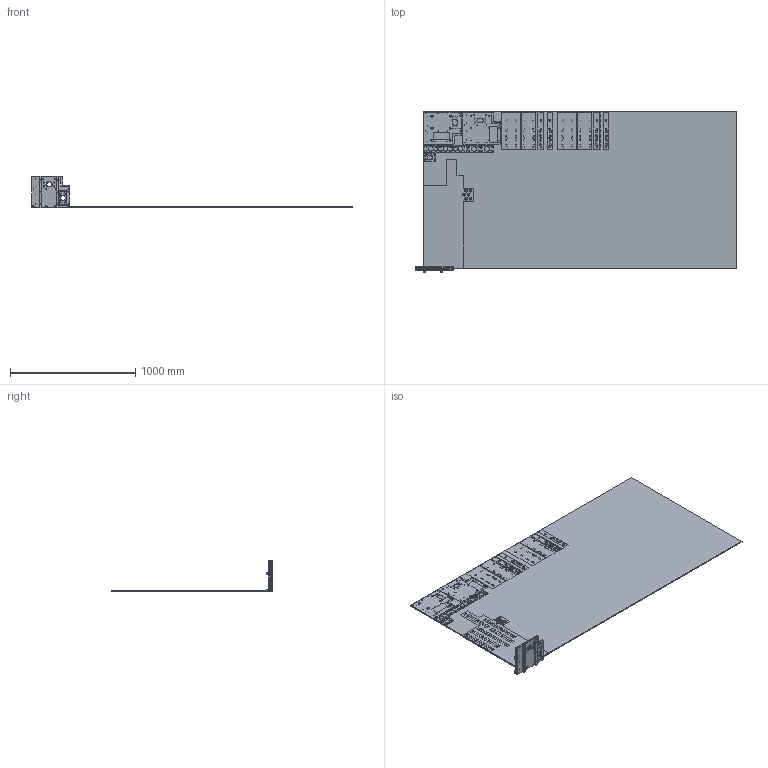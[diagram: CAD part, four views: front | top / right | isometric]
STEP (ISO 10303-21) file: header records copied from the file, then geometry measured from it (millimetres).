
FILE_DESCRIPTION(/* description */ (''),/* implementation_level */ '2;1');
FILE_NAME(/* name */ 'x_carriage_and_z_axis_assy_and_cutsheets.step',/* time_stamp */ '2018-01-18T14:27:55+01:00',/* author */ ('jaknil'),/* organization */ (''),/* preprocessor_version */ 'ST-DEVELOPER v16.13',/* originating_system */ 'Autodesk Translation Framework v6.5.0.72',/* authorisation */ '');
FILE_SCHEMA (('AUTOMOTIVE_DESIGN { 1 0 10303 214 3 1 1 }'));
Length unit declared in the file: millimetre
Products named in the file (33): x_carriage; assy; layout 8 mm valchro; stock; Z-axis_plate; X-axis_plate; motor_plate; humphrito-Z-axis-3D-assembly; layout; humphrito v126_motor plate y; humphrito-Z-axis-3D-assembly_1; layout_1; z-axis rail; z-base plate; z-spacer ; layout pom; stock (1); v127_y glide layout; z; x; v127_y glide layout_1; bottom (1); top (1); z_1; glide inner z; glide ytter z; x_1; outer glide x ; inner glide X ; pinnions; pinnions_1; pinnions_2; axes-for-humphrito-STEP v3_pinion
Assembly tree (62 placements, depth 5):
  x_carriage
    assy
      motor_plate  x2
      glide inner z  x2
      glide ytter z  x2
      Z-axis_plate
      outer glide x   x2
      inner glide X   x2
      X-axis_plate
    layout 8 mm valchro
      stock
      motor_plate  x3
      Z-axis_plate
      X-axis_plate
      humphrito-Z-axis-3D-assembly
        layout
          z-axis rail
          z-base plate
          z-spacer 
      humphrito v126_motor plate y  x3
      humphrito-Z-axis-3D-assembly_1
        layout_1
          z-axis rail
          z-base plate
          z-spacer 
    layout pom
      stock (1)
      v127_y glide layout
        bottom (1)
        top (1)
      z
        glide inner z
        glide ytter z
      x
        outer glide x 
        inner glide X 
      v127_y glide layout_1
        bottom (1)
        top (1)
      z_1
        glide inner z
        glide ytter z
      x_1
        outer glide x 
        inner glide X 
      pinnions
        axes-for-humphrito-STEP v3_pinion  x2
      pinnions_1
        axes-for-humphrito-STEP v3_pinion  x2
      pinnions_2
        axes-for-humphrito-STEP v3_pinion  x2
Bounding box: 2559 x 1284 x 255 mm (x, y, z)
Volume: 32872570.3 mm3; surface area: 8389761.6 mm2
Topology: 46 solids, 46 shells, 1666 faces, 4528 edges, 3056 vertices
Faces by surface type: plane 848, cylinder 674, bspline 136, cone 8
Full cylindrical faces by diameter (mm): 4.5 x38, 5 x184, 5.2 x16, 6 x48, 8 x6, 12.5 x16, 15 x22, 27 x6, 39 x8
Entity records: 30366 total; most frequent: CARTESIAN_POINT 11944, DIRECTION 3666, ORIENTED_EDGE 3604, EDGE_CURVE 1802, AXIS2_PLACEMENT_3D 1308, VERTEX_POINT 1220, LINE 1050, VECTOR 1050
